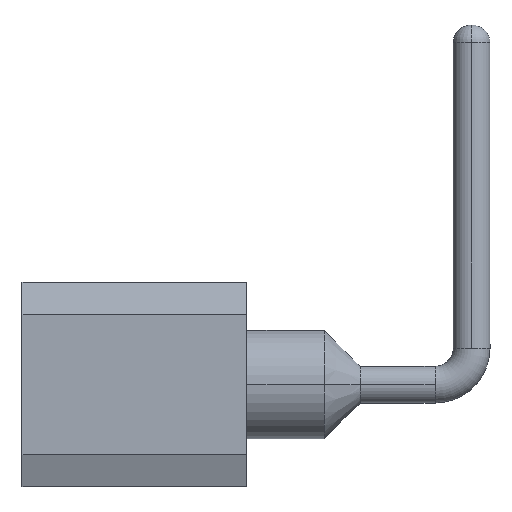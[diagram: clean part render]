
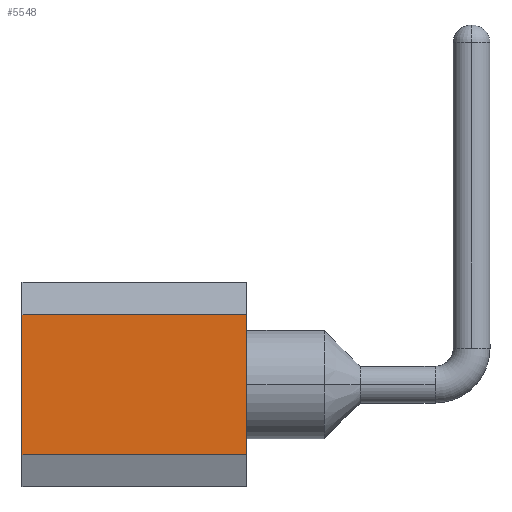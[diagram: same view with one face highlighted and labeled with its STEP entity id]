
A CAD part, left-side view. The second image highlights one B-rep face of the part: STEP entity #5548.
In plain terms, the highlighted planar face has unit normal (-1, 0, 0).
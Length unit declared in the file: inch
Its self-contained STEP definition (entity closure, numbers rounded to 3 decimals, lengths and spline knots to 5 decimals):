
#178 = PLANE ( 'NONE',  #670 ) ;
#439 = VECTOR ( 'NONE', #5326, 39.37008 ) ;
#463 = DIRECTION ( 'NONE',  ( 0., 0., 1. ) ) ;
#548 = LINE ( 'NONE', #1616, #7341 ) ;
#670 = AXIS2_PLACEMENT_3D ( 'NONE', #2267, #5474, #4761 ) ;
#925 = LINE ( 'NONE', #5216, #1092 ) ;
#1000 = VERTEX_POINT ( 'NONE', #5482 ) ;
#1092 = VECTOR ( 'NONE', #7044, 39.37008 ) ;
#1603 = VERTEX_POINT ( 'NONE', #7840 ) ;
#1616 = CARTESIAN_POINT ( 'NONE',  ( -0.01203, 0., -0.08425 ) ) ;
#2267 = CARTESIAN_POINT ( 'NONE',  ( -0.01203, -0.11, -0.08425 ) ) ;
#2369 = VERTEX_POINT ( 'NONE', #5203 ) ;
#2526 = LINE ( 'NONE', #6929, #6922 ) ;
#2837 = CARTESIAN_POINT ( 'NONE',  ( -0.01203, -0.11, -0.08425 ) ) ;
#2929 = EDGE_CURVE ( 'NONE', #1603, #6362, #2526, .T. ) ;
#3725 = CARTESIAN_POINT ( 'NONE',  ( -0.01203, 0., -0.01575 ) ) ;
#3939 = ORIENTED_EDGE ( 'NONE', *, *, #7064, .F. ) ;
#4761 = DIRECTION ( 'NONE',  ( 0., 0., 1. ) ) ;
#5008 = ORIENTED_EDGE ( 'NONE', *, *, #2929, .T. ) ;
#5203 = CARTESIAN_POINT ( 'NONE',  ( -0.01203, 0., -0.08425 ) ) ;
#5216 = CARTESIAN_POINT ( 'NONE',  ( -0.01203, -0.11, -0.08425 ) ) ;
#5326 = DIRECTION ( 'NONE',  ( 0., 1., 0. ) ) ;
#5474 = DIRECTION ( 'NONE',  ( -1., 0., 0. ) ) ;
#5482 = CARTESIAN_POINT ( 'NONE',  ( -0.01203, -0.11, -0.08425 ) ) ;
#5548 = ADVANCED_FACE ( 'NONE', ( #6388 ), #178, .T. ) ;
#5774 = EDGE_LOOP ( 'NONE', ( #3939, #6985, #7943, #5008 ) ) ;
#5944 = LINE ( 'NONE', #2837, #439 ) ;
#6362 = VERTEX_POINT ( 'NONE', #3725 ) ;
#6388 = FACE_OUTER_BOUND ( 'NONE', #5774, .T. ) ;
#6920 = EDGE_CURVE ( 'NONE', #1000, #1603, #925, .T. ) ;
#6922 = VECTOR ( 'NONE', #7541, 39.37008 ) ;
#6929 = CARTESIAN_POINT ( 'NONE',  ( -0.01203, -0.11, -0.01575 ) ) ;
#6985 = ORIENTED_EDGE ( 'NONE', *, *, #7855, .F. ) ;
#7044 = DIRECTION ( 'NONE',  ( 0., 0., 1. ) ) ;
#7064 = EDGE_CURVE ( 'NONE', #2369, #6362, #548, .T. ) ;
#7341 = VECTOR ( 'NONE', #463, 39.37008 ) ;
#7541 = DIRECTION ( 'NONE',  ( 0., 1., 0. ) ) ;
#7840 = CARTESIAN_POINT ( 'NONE',  ( -0.01203, -0.11, -0.01575 ) ) ;
#7855 = EDGE_CURVE ( 'NONE', #1000, #2369, #5944, .T. ) ;
#7943 = ORIENTED_EDGE ( 'NONE', *, *, #6920, .T. ) ;
